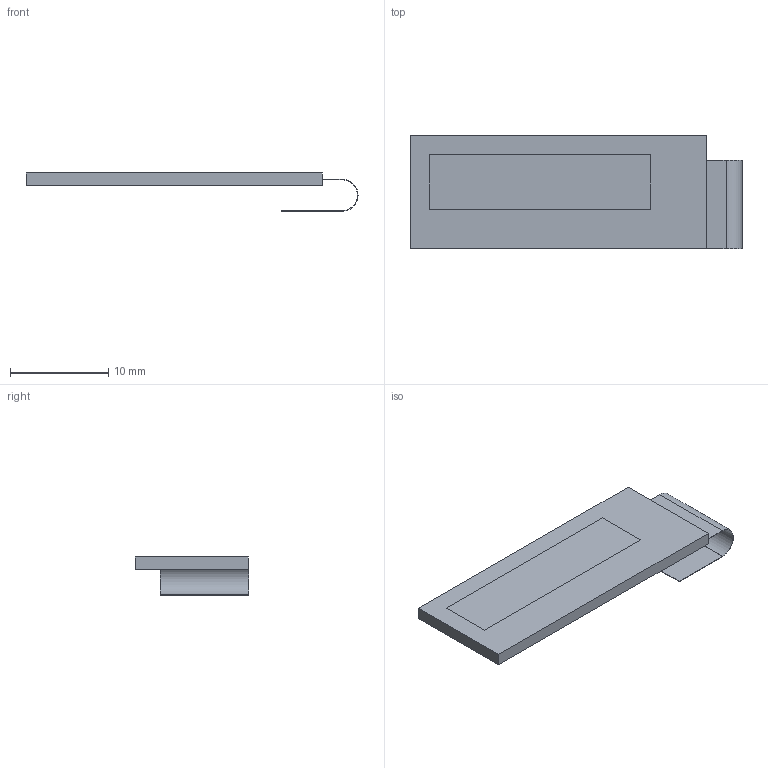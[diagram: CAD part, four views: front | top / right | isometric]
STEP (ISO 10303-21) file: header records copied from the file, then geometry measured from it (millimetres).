
FILE_DESCRIPTION(('FreeCAD Model'),'2;1');
FILE_NAME( 'OLED_EBAY091IN128X32SPI.step', '2018-08-22T13:25:15',('Author'),(''), 'Open CASCADE STEP processor 7.2','FreeCAD','Unknown');
FILE_SCHEMA(('AUTOMOTIVE_DESIGN { 1 0 10303 214 1 1 1 1 }'));
Length unit declared in the file: millimetre
Products named in the file (3): Glass; FlatFlex; Matrix
Bounding box: 33.72 x 11.53 x 3.9 mm (x, y, z)
Volume: 609.5 mm3; surface area: 1358.3 mm2
Topology: 3 solids, 3 shells, 22 faces, 48 edges, 32 vertices
Faces by surface type: plane 20, cylinder 2
Entity records: 1283 total; most frequent: CARTESIAN_POINT 231, DIRECTION 182, LINE 128, VECTOR 128, ORIENTED_EDGE 96, PCURVE 96, DEFINITIONAL_REPRESENTATION 96, EDGE_CURVE 48
